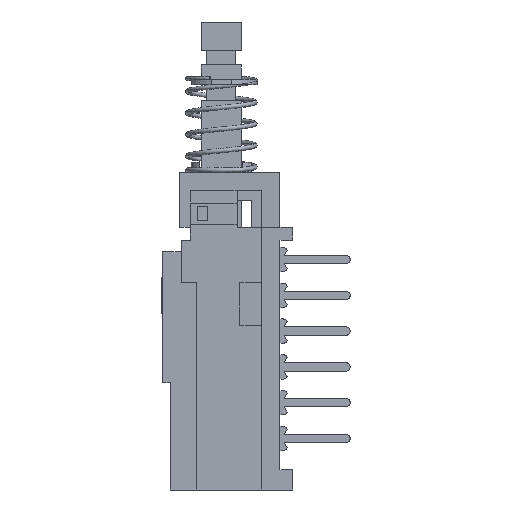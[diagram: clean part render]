
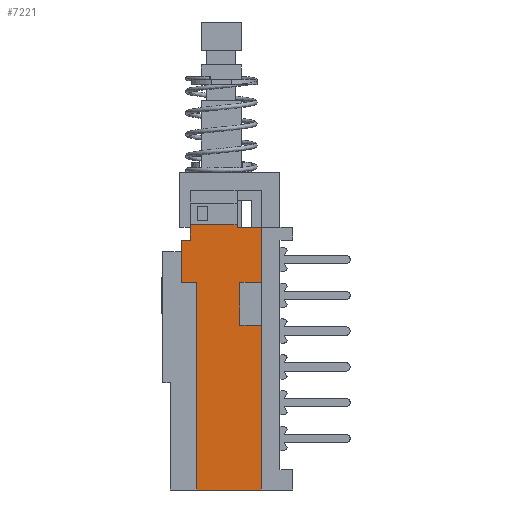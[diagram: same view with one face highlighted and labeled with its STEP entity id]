
A CAD part, left-side view. The second image highlights one B-rep face of the part: STEP entity #7221.
In plain terms, the highlighted planar face has unit normal (-1, 0, 0).
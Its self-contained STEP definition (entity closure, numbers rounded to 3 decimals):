
#238=FACE_OUTER_BOUND('',#614,.T.);
#614=EDGE_LOOP('',(#4880,#4881,#4882,#4883,#4884,#4885,#4886,#4887,#4888,
#4889,#4890,#4891,#4892,#4893,#4894));
#985=LINE('',#10008,#1947);
#1045=LINE('',#10141,#2007);
#1083=LINE('',#10219,#2045);
#1117=LINE('',#10288,#2079);
#1121=LINE('',#10295,#2083);
#1125=LINE('',#10304,#2087);
#1130=LINE('',#10315,#2092);
#1135=LINE('',#10325,#2097);
#1136=LINE('',#10327,#2098);
#1137=LINE('',#10328,#2099);
#1138=LINE('',#10330,#2100);
#1139=LINE('',#10332,#2101);
#1140=LINE('',#10333,#2102);
#1141=LINE('',#10334,#2103);
#1142=LINE('',#10335,#2104);
#1947=VECTOR('',#8077,10.);
#2007=VECTOR('',#8175,10.);
#2045=VECTOR('',#8223,10.);
#2079=VECTOR('',#8269,10.);
#2083=VECTOR('',#8273,10.);
#2087=VECTOR('',#8279,10.);
#2092=VECTOR('',#8288,10.);
#2097=VECTOR('',#8297,10.);
#2098=VECTOR('',#8298,10.);
#2099=VECTOR('',#8299,10.);
#2100=VECTOR('',#8300,10.);
#2101=VECTOR('',#8301,10.);
#2102=VECTOR('',#8302,10.);
#2103=VECTOR('',#8303,10.);
#2104=VECTOR('',#8304,10.);
#2909=VERTEX_POINT('',#10005);
#2910=VERTEX_POINT('',#10007);
#2964=VERTEX_POINT('',#10139);
#2998=VERTEX_POINT('',#10216);
#2999=VERTEX_POINT('',#10218);
#3027=VERTEX_POINT('',#10285);
#3028=VERTEX_POINT('',#10287);
#3031=VERTEX_POINT('',#10293);
#3033=VERTEX_POINT('',#10298);
#3035=VERTEX_POINT('',#10302);
#3038=VERTEX_POINT('',#10312);
#3042=VERTEX_POINT('',#10324);
#3043=VERTEX_POINT('',#10326);
#3044=VERTEX_POINT('',#10329);
#3045=VERTEX_POINT('',#10331);
#3618=EDGE_CURVE('',#2910,#2909,#985,.T.);
#3684=EDGE_CURVE('',#2909,#2964,#1045,.T.);
#3722=EDGE_CURVE('',#2998,#2999,#1083,.T.);
#3756=EDGE_CURVE('',#3028,#3027,#1117,.T.);
#3760=EDGE_CURVE('',#2998,#3031,#1121,.T.);
#3764=EDGE_CURVE('',#3033,#3035,#1125,.T.);
#3769=EDGE_CURVE('',#2964,#3038,#1130,.T.);
#3774=EDGE_CURVE('',#3038,#3042,#1135,.T.);
#3775=EDGE_CURVE('',#3043,#3042,#1136,.T.);
#3776=EDGE_CURVE('',#3043,#2999,#1137,.T.);
#3777=EDGE_CURVE('',#3031,#3044,#1138,.T.);
#3778=EDGE_CURVE('',#3044,#3045,#1139,.T.);
#3779=EDGE_CURVE('',#3045,#3028,#1140,.T.);
#3780=EDGE_CURVE('',#3033,#3027,#1141,.T.);
#3781=EDGE_CURVE('',#3035,#2910,#1142,.T.);
#4880=ORIENTED_EDGE('',*,*,#3684,.T.);
#4881=ORIENTED_EDGE('',*,*,#3769,.T.);
#4882=ORIENTED_EDGE('',*,*,#3774,.T.);
#4883=ORIENTED_EDGE('',*,*,#3775,.F.);
#4884=ORIENTED_EDGE('',*,*,#3776,.T.);
#4885=ORIENTED_EDGE('',*,*,#3722,.F.);
#4886=ORIENTED_EDGE('',*,*,#3760,.T.);
#4887=ORIENTED_EDGE('',*,*,#3777,.T.);
#4888=ORIENTED_EDGE('',*,*,#3778,.T.);
#4889=ORIENTED_EDGE('',*,*,#3779,.T.);
#4890=ORIENTED_EDGE('',*,*,#3756,.T.);
#4891=ORIENTED_EDGE('',*,*,#3780,.F.);
#4892=ORIENTED_EDGE('',*,*,#3764,.T.);
#4893=ORIENTED_EDGE('',*,*,#3781,.T.);
#4894=ORIENTED_EDGE('',*,*,#3618,.T.);
#6894=PLANE('',#7623);
#7221=ADVANCED_FACE('',(#238),#6894,.T.);
#7623=AXIS2_PLACEMENT_3D('',#10323,#8295,#8296);
#8077=DIRECTION('',(0.,1.,0.));
#8175=DIRECTION('',(0.,0.,-1.));
#8223=DIRECTION('',(0.,1.,0.));
#8269=DIRECTION('',(0.,0.,1.));
#8273=DIRECTION('',(0.,0.,1.));
#8279=DIRECTION('',(0.,1.,0.));
#8288=DIRECTION('',(0.,1.,0.));
#8295=DIRECTION('center_axis',(-1.,0.,0.));
#8296=DIRECTION('ref_axis',(0.,0.,1.));
#8297=DIRECTION('',(0.,0.,-1.));
#8298=DIRECTION('',(0.,1.,0.));
#8299=DIRECTION('',(0.,0.,-1.));
#8300=DIRECTION('',(0.,1.,0.));
#8301=DIRECTION('',(0.,0.,1.));
#8302=DIRECTION('',(0.,-1.,0.));
#8303=DIRECTION('',(0.,-1.,0.));
#8304=DIRECTION('',(0.,0.,1.));
#10005=CARTESIAN_POINT('',(-3.65,2.171,-3.3));
#10007=CARTESIAN_POINT('',(-3.65,-1.1,-3.3));
#10008=CARTESIAN_POINT('',(-3.65,-0.314,-3.3));
#10139=CARTESIAN_POINT('',(-3.65,2.171,-4.4));
#10141=CARTESIAN_POINT('',(-3.65,2.171,-3.725));
#10216=CARTESIAN_POINT('',(-3.65,-2.8,-21.85));
#10218=CARTESIAN_POINT('',(-3.65,1.7,-21.85));
#10219=CARTESIAN_POINT('',(-3.65,-2.8,-21.85));
#10285=CARTESIAN_POINT('',(-3.65,-2.8,-3.5));
#10287=CARTESIAN_POINT('',(-3.65,-2.8,-7.35));
#10288=CARTESIAN_POINT('',(-3.65,-2.8,-21.85));
#10293=CARTESIAN_POINT('',(-3.65,-2.8,-10.35));
#10295=CARTESIAN_POINT('',(-3.65,-2.8,-21.85));
#10298=CARTESIAN_POINT('',(-3.65,-2.1,-3.5));
#10302=CARTESIAN_POINT('',(-3.65,-1.1,-3.5));
#10304=CARTESIAN_POINT('',(-3.65,-2.8,-3.5));
#10312=CARTESIAN_POINT('',(-3.65,2.8,-4.4));
#10315=CARTESIAN_POINT('',(-3.65,-0.314,-4.4));
#10323=CARTESIAN_POINT('Origin',(-3.65,-2.8,-3.5));
#10324=CARTESIAN_POINT('',(-3.65,2.8,-7.35));
#10325=CARTESIAN_POINT('',(-3.65,2.8,-7.35));
#10326=CARTESIAN_POINT('',(-3.65,1.7,-7.35));
#10327=CARTESIAN_POINT('',(-3.65,1.7,-7.35));
#10328=CARTESIAN_POINT('',(-3.65,1.7,-21.85));
#10329=CARTESIAN_POINT('',(-3.65,-1.3,-10.35));
#10330=CARTESIAN_POINT('',(-3.65,-2.8,-10.35));
#10331=CARTESIAN_POINT('',(-3.65,-1.3,-7.35));
#10332=CARTESIAN_POINT('',(-3.65,-1.3,-6.175));
#10333=CARTESIAN_POINT('',(-3.65,-2.8,-7.35));
#10334=CARTESIAN_POINT('',(-3.65,-2.1,-3.5));
#10335=CARTESIAN_POINT('',(-3.65,-1.1,-3.5));
